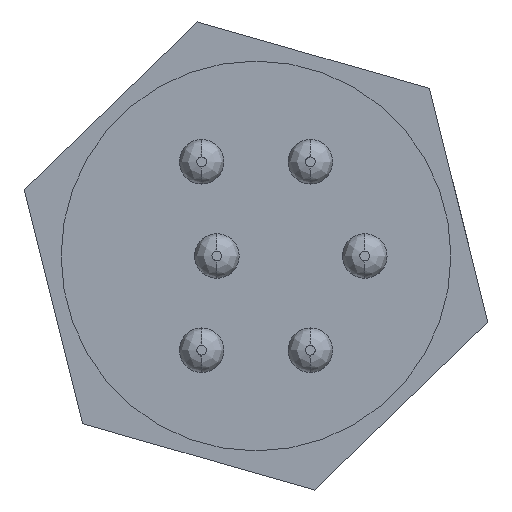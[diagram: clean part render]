
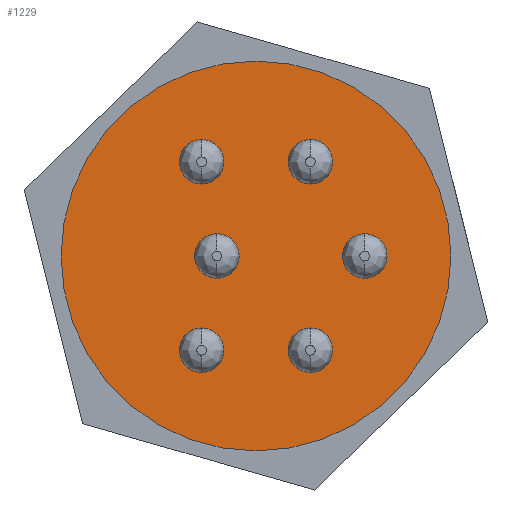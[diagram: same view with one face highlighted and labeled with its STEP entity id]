
A CAD part, left-side view. The second image highlights one B-rep face of the part: STEP entity #1229.
In plain terms, the highlighted planar face has unit normal (-1, 0, 0).
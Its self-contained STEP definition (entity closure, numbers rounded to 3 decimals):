
#1 = DIRECTION ( 'NONE',  ( 0., 0., 1. ) ) ;
#69 = DIRECTION ( 'NONE',  ( 0., 0., 1. ) ) ;
#81 = AXIS2_PLACEMENT_3D ( 'NONE', #822, #534, #964 ) ;
#99 = AXIS2_PLACEMENT_3D ( 'NONE', #308, #1292, #1 ) ;
#122 = DIRECTION ( 'NONE',  ( 0., 0., -1. ) ) ;
#134 = CARTESIAN_POINT ( 'NONE',  ( -17.145, 2.48, -4.295 ) ) ;
#137 = EDGE_CURVE ( 'NONE', #1548, #1522, #1340, .T. ) ;
#138 = CARTESIAN_POINT ( 'NONE',  ( -17.145, 2.48, 3.279 ) ) ;
#204 = DIRECTION ( 'NONE',  ( 1., 0., 0. ) ) ;
#205 = AXIS2_PLACEMENT_3D ( 'NONE', #653, #1635, #377 ) ;
#229 = DIRECTION ( 'NONE',  ( 1., 0., 0. ) ) ;
#234 = DIRECTION ( 'NONE',  ( 1., 0., 0. ) ) ;
#249 = CARTESIAN_POINT ( 'NONE',  ( -17.145, -2.48, 5.311 ) ) ;
#267 = AXIS2_PLACEMENT_3D ( 'NONE', #1596, #1182, #1445 ) ;
#275 = CARTESIAN_POINT ( 'NONE',  ( -17.145, 0., 0. ) ) ;
#280 = CARTESIAN_POINT ( 'NONE',  ( -17.145, 2.48, -3.279 ) ) ;
#302 = ORIENTED_EDGE ( 'NONE', *, *, #916, .T. ) ;
#308 = CARTESIAN_POINT ( 'NONE',  ( -17.145, -4.959, 0. ) ) ;
#318 = CARTESIAN_POINT ( 'NONE',  ( -17.145, -2.48, 4.295 ) ) ;
#326 = EDGE_CURVE ( 'NONE', #1763, #1778, #1743, .T. ) ;
#356 = CARTESIAN_POINT ( 'NONE',  ( -17.145, -2.48, -4.295 ) ) ;
#377 = DIRECTION ( 'NONE',  ( 0., 0., 1. ) ) ;
#383 = EDGE_CURVE ( 'NONE', #988, #619, #1697, .T. ) ;
#398 = EDGE_LOOP ( 'NONE', ( #1267, #1299 ) ) ;
#401 = CARTESIAN_POINT ( 'NONE',  ( -17.145, 2.48, -4.295 ) ) ;
#469 = ORIENTED_EDGE ( 'NONE', *, *, #499, .T. ) ;
#478 = AXIS2_PLACEMENT_3D ( 'NONE', #1561, #1571, #1830 ) ;
#496 = DIRECTION ( 'NONE',  ( 0., 0., 1. ) ) ;
#499 = EDGE_CURVE ( 'NONE', #1199, #529, #691, .T. ) ;
#500 = DIRECTION ( 'NONE',  ( 1., 0., 0. ) ) ;
#512 = CIRCLE ( 'NONE', #1099, 1.016 ) ;
#521 = EDGE_LOOP ( 'NONE', ( #1090, #469 ) ) ;
#527 = VERTEX_POINT ( 'NONE', #1818 ) ;
#529 = VERTEX_POINT ( 'NONE', #280 ) ;
#534 = DIRECTION ( 'NONE',  ( 1., 0., 0. ) ) ;
#573 = EDGE_LOOP ( 'NONE', ( #1125, #1793 ) ) ;
#574 = CIRCLE ( 'NONE', #1187, 1.016 ) ;
#589 = DIRECTION ( 'NONE',  ( 0., 0., 1. ) ) ;
#615 = CARTESIAN_POINT ( 'NONE',  ( -17.145, 2.48, -5.311 ) ) ;
#619 = VERTEX_POINT ( 'NONE', #1538 ) ;
#653 = CARTESIAN_POINT ( 'NONE',  ( -17.145, 2.48, 4.295 ) ) ;
#663 = CARTESIAN_POINT ( 'NONE',  ( -17.145, 0., 0. ) ) ;
#664 = CIRCLE ( 'NONE', #1398, 8.89 ) ;
#669 = EDGE_CURVE ( 'NONE', #743, #1144, #512, .T. ) ;
#691 = CIRCLE ( 'NONE', #1152, 1.016 ) ;
#743 = VERTEX_POINT ( 'NONE', #1264 ) ;
#764 = VERTEX_POINT ( 'NONE', #1559 ) ;
#772 = AXIS2_PLACEMENT_3D ( 'NONE', #663, #799, #1771 ) ;
#784 = EDGE_CURVE ( 'NONE', #619, #988, #1594, .T. ) ;
#794 = CARTESIAN_POINT ( 'NONE',  ( -17.145, 2.48, 4.295 ) ) ;
#799 = DIRECTION ( 'NONE',  ( -1., 0., 0. ) ) ;
#801 = DIRECTION ( 'NONE',  ( 0., 0., 1. ) ) ;
#822 = CARTESIAN_POINT ( 'NONE',  ( -17.145, 1.784, 0. ) ) ;
#869 = EDGE_CURVE ( 'NONE', #527, #997, #1389, .T. ) ;
#870 = AXIS2_PLACEMENT_3D ( 'NONE', #794, #229, #801 ) ;
#916 = EDGE_CURVE ( 'NONE', #1144, #743, #1543, .T. ) ;
#919 = PLANE ( 'NONE',  #1623 ) ;
#964 = DIRECTION ( 'NONE',  ( 0., 0., 1. ) ) ;
#988 = VERTEX_POINT ( 'NONE', #138 ) ;
#992 = DIRECTION ( 'NONE',  ( 0., 0., 1. ) ) ;
#994 = EDGE_CURVE ( 'NONE', #1522, #1548, #1809, .T. ) ;
#997 = VERTEX_POINT ( 'NONE', #1172 ) ;
#1028 = DIRECTION ( 'NONE',  ( 0., 0., 1. ) ) ;
#1039 = ORIENTED_EDGE ( 'NONE', *, *, #669, .T. ) ;
#1042 = DIRECTION ( 'NONE',  ( -1., 0., 0. ) ) ;
#1063 = CARTESIAN_POINT ( 'NONE',  ( -17.145, -8.997, -8.997 ) ) ;
#1068 = ORIENTED_EDGE ( 'NONE', *, *, #1356, .T. ) ;
#1090 = ORIENTED_EDGE ( 'NONE', *, *, #1523, .T. ) ;
#1091 = FACE_BOUND ( 'NONE', #521, .T. ) ;
#1099 = AXIS2_PLACEMENT_3D ( 'NONE', #1278, #1441, #589 ) ;
#1111 = AXIS2_PLACEMENT_3D ( 'NONE', #318, #1166, #1028 ) ;
#1125 = ORIENTED_EDGE ( 'NONE', *, *, #784, .T. ) ;
#1138 = CARTESIAN_POINT ( 'NONE',  ( -17.145, -4.959, -1.016 ) ) ;
#1144 = VERTEX_POINT ( 'NONE', #1458 ) ;
#1147 = FACE_BOUND ( 'NONE', #1531, .T. ) ;
#1152 = AXIS2_PLACEMENT_3D ( 'NONE', #134, #1827, #1244 ) ;
#1166 = DIRECTION ( 'NONE',  ( 1., 0., 0. ) ) ;
#1172 = CARTESIAN_POINT ( 'NONE',  ( -17.145, 0., 8.89 ) ) ;
#1174 = EDGE_CURVE ( 'NONE', #764, #1435, #574, .T. ) ;
#1182 = DIRECTION ( 'NONE',  ( 1., 0., 0. ) ) ;
#1187 = AXIS2_PLACEMENT_3D ( 'NONE', #356, #204, #69 ) ;
#1199 = VERTEX_POINT ( 'NONE', #615 ) ;
#1219 = EDGE_LOOP ( 'NONE', ( #1566, #1612 ) ) ;
#1229 = ADVANCED_FACE ( 'NONE', ( #1091, #1615, #1363, #1147, #1233, #1485, #1742 ), #919, .T. ) ;
#1233 = FACE_BOUND ( 'NONE', #1369, .T. ) ;
#1244 = DIRECTION ( 'NONE',  ( 0., 0., 1. ) ) ;
#1264 = CARTESIAN_POINT ( 'NONE',  ( -17.145, 1.784, 1.016 ) ) ;
#1267 = ORIENTED_EDGE ( 'NONE', *, *, #869, .T. ) ;
#1278 = CARTESIAN_POINT ( 'NONE',  ( -17.145, 1.784, 0. ) ) ;
#1292 = DIRECTION ( 'NONE',  ( 1., 0., 0. ) ) ;
#1299 = ORIENTED_EDGE ( 'NONE', *, *, #1545, .T. ) ;
#1325 = CARTESIAN_POINT ( 'NONE',  ( -17.145, -2.48, 4.295 ) ) ;
#1328 = AXIS2_PLACEMENT_3D ( 'NONE', #401, #234, #992 ) ;
#1335 = CIRCLE ( 'NONE', #99, 1.016 ) ;
#1340 = CIRCLE ( 'NONE', #1412, 1.016 ) ;
#1356 = EDGE_CURVE ( 'NONE', #1435, #764, #1568, .T. ) ;
#1363 = FACE_BOUND ( 'NONE', #1219, .T. ) ;
#1369 = EDGE_LOOP ( 'NONE', ( #1039, #302 ) ) ;
#1383 = CIRCLE ( 'NONE', #1328, 1.016 ) ;
#1389 = CIRCLE ( 'NONE', #772, 8.89 ) ;
#1398 = AXIS2_PLACEMENT_3D ( 'NONE', #275, #1811, #122 ) ;
#1412 = AXIS2_PLACEMENT_3D ( 'NONE', #1325, #500, #496 ) ;
#1428 = CARTESIAN_POINT ( 'NONE',  ( -17.145, -4.959, 1.016 ) ) ;
#1435 = VERTEX_POINT ( 'NONE', #1600 ) ;
#1441 = DIRECTION ( 'NONE',  ( 1., 0., 0. ) ) ;
#1445 = DIRECTION ( 'NONE',  ( 0., 0., 1. ) ) ;
#1458 = CARTESIAN_POINT ( 'NONE',  ( -17.145, 1.784, -1.016 ) ) ;
#1485 = FACE_BOUND ( 'NONE', #1766, .T. ) ;
#1522 = VERTEX_POINT ( 'NONE', #1666 ) ;
#1523 = EDGE_CURVE ( 'NONE', #529, #1199, #1383, .T. ) ;
#1531 = EDGE_LOOP ( 'NONE', ( #1590, #1551 ) ) ;
#1538 = CARTESIAN_POINT ( 'NONE',  ( -17.145, 2.48, 5.311 ) ) ;
#1543 = CIRCLE ( 'NONE', #81, 1.016 ) ;
#1545 = EDGE_CURVE ( 'NONE', #997, #527, #664, .T. ) ;
#1548 = VERTEX_POINT ( 'NONE', #249 ) ;
#1551 = ORIENTED_EDGE ( 'NONE', *, *, #994, .T. ) ;
#1559 = CARTESIAN_POINT ( 'NONE',  ( -17.145, -2.48, -5.311 ) ) ;
#1561 = CARTESIAN_POINT ( 'NONE',  ( -17.145, -4.959, 0. ) ) ;
#1566 = ORIENTED_EDGE ( 'NONE', *, *, #326, .T. ) ;
#1567 = ORIENTED_EDGE ( 'NONE', *, *, #1174, .T. ) ;
#1568 = CIRCLE ( 'NONE', #267, 1.016 ) ;
#1571 = DIRECTION ( 'NONE',  ( 1., 0., 0. ) ) ;
#1590 = ORIENTED_EDGE ( 'NONE', *, *, #137, .T. ) ;
#1594 = CIRCLE ( 'NONE', #205, 1.016 ) ;
#1596 = CARTESIAN_POINT ( 'NONE',  ( -17.145, -2.48, -4.295 ) ) ;
#1600 = CARTESIAN_POINT ( 'NONE',  ( -17.145, -2.48, -3.279 ) ) ;
#1612 = ORIENTED_EDGE ( 'NONE', *, *, #1826, .T. ) ;
#1615 = FACE_BOUND ( 'NONE', #573, .T. ) ;
#1623 = AXIS2_PLACEMENT_3D ( 'NONE', #1063, #1042, #1747 ) ;
#1635 = DIRECTION ( 'NONE',  ( 1., 0., 0. ) ) ;
#1666 = CARTESIAN_POINT ( 'NONE',  ( -17.145, -2.48, 3.279 ) ) ;
#1697 = CIRCLE ( 'NONE', #870, 1.016 ) ;
#1742 = FACE_OUTER_BOUND ( 'NONE', #398, .T. ) ;
#1743 = CIRCLE ( 'NONE', #478, 1.016 ) ;
#1747 = DIRECTION ( 'NONE',  ( 0., 0., 1. ) ) ;
#1763 = VERTEX_POINT ( 'NONE', #1428 ) ;
#1766 = EDGE_LOOP ( 'NONE', ( #1068, #1567 ) ) ;
#1771 = DIRECTION ( 'NONE',  ( 0., 0., -1. ) ) ;
#1778 = VERTEX_POINT ( 'NONE', #1138 ) ;
#1793 = ORIENTED_EDGE ( 'NONE', *, *, #383, .T. ) ;
#1809 = CIRCLE ( 'NONE', #1111, 1.016 ) ;
#1811 = DIRECTION ( 'NONE',  ( -1., 0., 0. ) ) ;
#1818 = CARTESIAN_POINT ( 'NONE',  ( -17.145, 0., -8.89 ) ) ;
#1826 = EDGE_CURVE ( 'NONE', #1778, #1763, #1335, .T. ) ;
#1827 = DIRECTION ( 'NONE',  ( 1., 0., 0. ) ) ;
#1830 = DIRECTION ( 'NONE',  ( 0., 0., 1. ) ) ;
